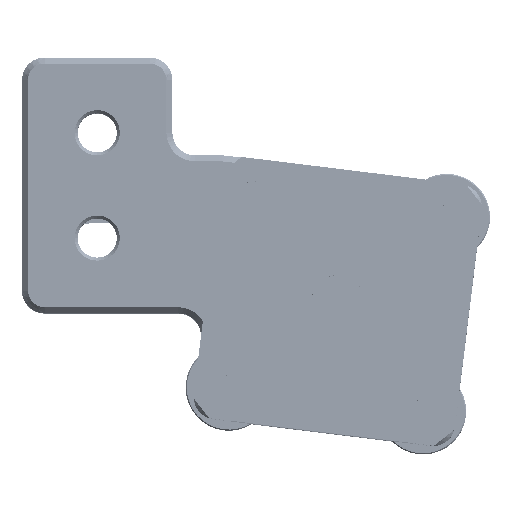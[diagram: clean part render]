
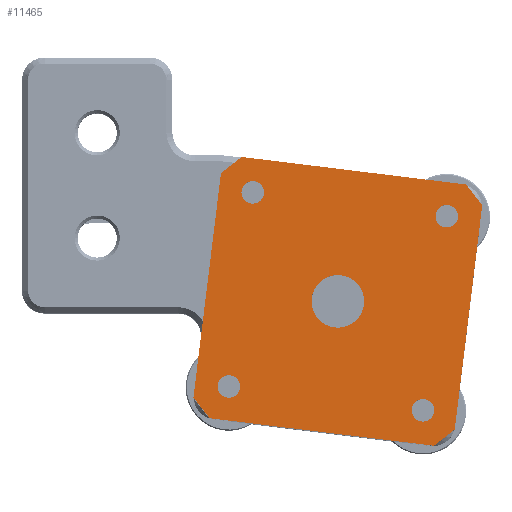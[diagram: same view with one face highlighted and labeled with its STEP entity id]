
A CAD part, top view. The second image highlights one B-rep face of the part: STEP entity #11465.
In plain terms, the highlighted face is planar.
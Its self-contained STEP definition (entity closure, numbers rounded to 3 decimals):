
#309=FACE_BOUND('',#1911,.T.);
#310=FACE_BOUND('',#1912,.T.);
#311=FACE_BOUND('',#1913,.T.);
#312=FACE_BOUND('',#1914,.T.);
#313=FACE_BOUND('',#1915,.T.);
#471=PLANE('',#12673);
#1146=FACE_OUTER_BOUND('',#1910,.T.);
#1910=EDGE_LOOP('',(#9238,#9239,#9240,#9241,#9242,#9243,#9244,#9245));
#1911=EDGE_LOOP('',(#9246));
#1912=EDGE_LOOP('',(#9247));
#1913=EDGE_LOOP('',(#9248));
#1914=EDGE_LOOP('',(#9249));
#1915=EDGE_LOOP('',(#9250));
#2643=CIRCLE('',#12652,1.5);
#2645=CIRCLE('',#12655,1.5);
#2647=CIRCLE('',#12658,1.5);
#2649=CIRCLE('',#12661,1.5);
#2651=CIRCLE('',#12664,3.5);
#3482=LINE('',#25912,#4215);
#3485=LINE('',#25918,#4218);
#3488=LINE('',#25924,#4221);
#3491=LINE('',#25930,#4224);
#3494=LINE('',#25936,#4227);
#3497=LINE('',#25942,#4230);
#3500=LINE('',#25948,#4233);
#3502=LINE('',#25951,#4235);
#4215=VECTOR('',#15340,1000.);
#4218=VECTOR('',#15345,1000.);
#4221=VECTOR('',#15350,1000.);
#4224=VECTOR('',#15355,1000.);
#4227=VECTOR('',#15360,1000.);
#4230=VECTOR('',#15365,1000.);
#4233=VECTOR('',#15370,1000.);
#4235=VECTOR('',#15374,1000.);
#5196=VERTEX_POINT('',#25877);
#5198=VERTEX_POINT('',#25883);
#5200=VERTEX_POINT('',#25889);
#5202=VERTEX_POINT('',#25895);
#5204=VERTEX_POINT('',#25901);
#5205=VERTEX_POINT('',#25905);
#5208=VERTEX_POINT('',#25910);
#5210=VERTEX_POINT('',#25916);
#5212=VERTEX_POINT('',#25922);
#5214=VERTEX_POINT('',#25928);
#5216=VERTEX_POINT('',#25934);
#5218=VERTEX_POINT('',#25940);
#5220=VERTEX_POINT('',#25946);
#6581=EDGE_CURVE('',#5196,#5196,#2643,.T.);
#6584=EDGE_CURVE('',#5198,#5198,#2645,.T.);
#6587=EDGE_CURVE('',#5200,#5200,#2647,.T.);
#6590=EDGE_CURVE('',#5202,#5202,#2649,.T.);
#6593=EDGE_CURVE('',#5204,#5204,#2651,.T.);
#6597=EDGE_CURVE('',#5208,#5205,#3482,.T.);
#6600=EDGE_CURVE('',#5210,#5208,#3485,.T.);
#6603=EDGE_CURVE('',#5212,#5210,#3488,.T.);
#6606=EDGE_CURVE('',#5214,#5212,#3491,.T.);
#6609=EDGE_CURVE('',#5216,#5214,#3494,.T.);
#6612=EDGE_CURVE('',#5218,#5216,#3497,.T.);
#6615=EDGE_CURVE('',#5220,#5218,#3500,.T.);
#6617=EDGE_CURVE('',#5205,#5220,#3502,.T.);
#9238=ORIENTED_EDGE('',*,*,#6597,.F.);
#9239=ORIENTED_EDGE('',*,*,#6600,.F.);
#9240=ORIENTED_EDGE('',*,*,#6603,.F.);
#9241=ORIENTED_EDGE('',*,*,#6606,.F.);
#9242=ORIENTED_EDGE('',*,*,#6609,.F.);
#9243=ORIENTED_EDGE('',*,*,#6612,.F.);
#9244=ORIENTED_EDGE('',*,*,#6615,.F.);
#9245=ORIENTED_EDGE('',*,*,#6617,.F.);
#9246=ORIENTED_EDGE('',*,*,#6581,.F.);
#9247=ORIENTED_EDGE('',*,*,#6584,.F.);
#9248=ORIENTED_EDGE('',*,*,#6587,.F.);
#9249=ORIENTED_EDGE('',*,*,#6590,.F.);
#9250=ORIENTED_EDGE('',*,*,#6593,.F.);
#11465=ADVANCED_FACE('',(#1146,#309,#310,#311,#312,#313),#471,.F.);
#12652=AXIS2_PLACEMENT_3D('',#25879,#15305,#15306);
#12655=AXIS2_PLACEMENT_3D('',#25885,#15312,#15313);
#12658=AXIS2_PLACEMENT_3D('',#25891,#15319,#15320);
#12661=AXIS2_PLACEMENT_3D('',#25897,#15326,#15327);
#12664=AXIS2_PLACEMENT_3D('',#25903,#15333,#15334);
#12673=AXIS2_PLACEMENT_3D('',#25952,#15375,#15376);
#15305=DIRECTION('center_axis',(0.,-1.,0.));
#15306=DIRECTION('ref_axis',(0.,0.,
-1.));
#15312=DIRECTION('center_axis',(0.,-1.,0.));
#15313=DIRECTION('ref_axis',(0.,0.,
-1.));
#15319=DIRECTION('center_axis',(0.,-1.,0.));
#15320=DIRECTION('ref_axis',(0.,0.,
-1.));
#15326=DIRECTION('center_axis',(0.,-1.,0.));
#15327=DIRECTION('ref_axis',(0.,0.,
-1.));
#15333=DIRECTION('center_axis',(0.,-1.,0.));
#15334=DIRECTION('ref_axis',(0.,0.,
-1.));
#15340=DIRECTION('',(0.,0.,1.));
#15345=DIRECTION('',(-0.707,0.,0.707));
#15350=DIRECTION('',(-1.,0.,0.));
#15355=DIRECTION('',(-0.707,0.,-0.707));
#15360=DIRECTION('',(0.,0.,-1.));
#15365=DIRECTION('',(0.707,0.,-0.707));
#15370=DIRECTION('',(1.,0.,0.));
#15374=DIRECTION('',(0.707,0.,0.707));
#15375=DIRECTION('center_axis',(0.,1.,0.));
#15376=DIRECTION('ref_axis',(0.,0.,
1.));
#25877=CARTESIAN_POINT('',(30.5,-43.,-3.));
#25879=CARTESIAN_POINT('Origin',(30.5,-43.,-4.5));
#25883=CARTESIAN_POINT('',(4.5,-43.,-3.));
#25885=CARTESIAN_POINT('Origin',(4.5,-43.,-4.5));
#25889=CARTESIAN_POINT('',(4.5,-43.,-29.));
#25891=CARTESIAN_POINT('Origin',(4.5,-43.,-30.5));
#25895=CARTESIAN_POINT('',(30.5,-43.,-29.));
#25897=CARTESIAN_POINT('Origin',(30.5,-43.,-30.5));
#25901=CARTESIAN_POINT('',(17.5,-43.,-14.));
#25903=CARTESIAN_POINT('Origin',(17.5,-43.,-17.5));
#25905=CARTESIAN_POINT('',(0.,-43.,-2.473));
#25910=CARTESIAN_POINT('',(0.,-43.,-32.527));
#25912=CARTESIAN_POINT('',(0.,-43.,-32.527));
#25916=CARTESIAN_POINT('',(2.473,-43.,-35.));
#25918=CARTESIAN_POINT('',(2.473,-43.,-35.));
#25922=CARTESIAN_POINT('',(32.527,-43.,-35.));
#25924=CARTESIAN_POINT('',(33.027,-43.,-35.));
#25928=CARTESIAN_POINT('',(35.,-43.,-32.527));
#25930=CARTESIAN_POINT('',(35.,-43.,-32.527));
#25934=CARTESIAN_POINT('',(35.,-43.,-2.473));
#25936=CARTESIAN_POINT('',(35.,-43.,-2.473));
#25940=CARTESIAN_POINT('',(32.527,-43.,0.));
#25942=CARTESIAN_POINT('',(32.527,-43.,0.));
#25946=CARTESIAN_POINT('',(2.473,-43.,0.));
#25948=CARTESIAN_POINT('',(2.973,-43.,0.));
#25951=CARTESIAN_POINT('',(0.,-43.,-2.473));
#25952=CARTESIAN_POINT('Origin',(0.5,-43.,0.));
